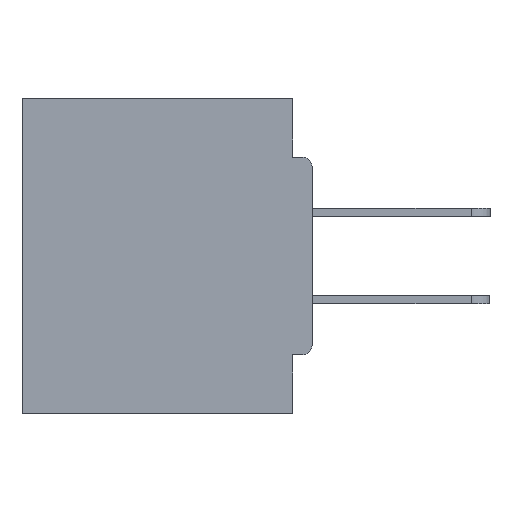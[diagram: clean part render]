
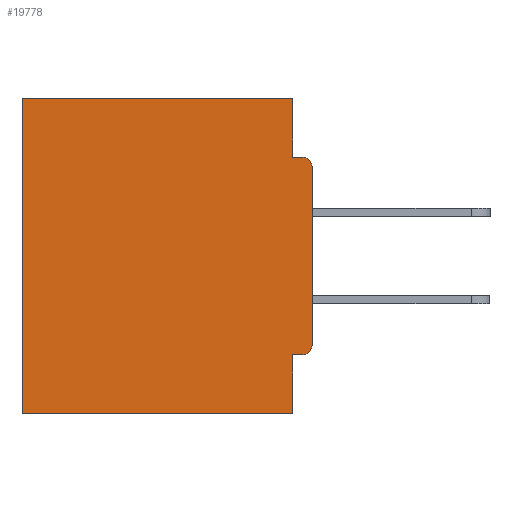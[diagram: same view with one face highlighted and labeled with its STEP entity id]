
A CAD part, left-side view. The second image highlights one B-rep face of the part: STEP entity #19778.
In plain terms, the highlighted planar face has unit normal (-1, 0, 0).
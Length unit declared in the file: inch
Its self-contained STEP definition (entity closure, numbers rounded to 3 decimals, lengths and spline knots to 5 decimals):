
#52 = LINE ( 'NONE', #5103, #30565 ) ;
#110 = EDGE_CURVE ( 'NONE', #2763, #30333, #991, .T. ) ;
#236 = EDGE_CURVE ( 'NONE', #30064, #30333, #21921, .T. ) ;
#239 = CARTESIAN_POINT ( 'NONE',  ( 0.298, 0.031, -0.4065 ) ) ;
#461 = EDGE_CURVE ( 'NONE', #30064, #28214, #4763, .T. ) ;
#503 = EDGE_CURVE ( 'NONE', #6266, #9355, #10645, .T. ) ;
#611 = LINE ( 'NONE', #18270, #21167 ) ;
#871 = VERTEX_POINT ( 'NONE', #1543 ) ;
#991 = LINE ( 'NONE', #17723, #23592 ) ;
#1236 = DIRECTION ( 'NONE',  ( 0., 1., 0. ) ) ;
#1543 = CARTESIAN_POINT ( 'NONE',  ( 0.298, 0.015, -0.4065 ) ) ;
#1750 = EDGE_CURVE ( 'NONE', #871, #28214, #18078, .T. ) ;
#2763 = VERTEX_POINT ( 'NONE', #12358 ) ;
#3708 = VECTOR ( 'NONE', #1236, 39.37008 ) ;
#4763 = LINE ( 'NONE', #26697, #25220 ) ;
#4918 = DIRECTION ( 'NONE',  ( 0., 0., -1. ) ) ;
#4969 = DIRECTION ( 'NONE',  ( 0., 0., -1. ) ) ;
#5103 = CARTESIAN_POINT ( 'NONE',  ( 0.298, 0.031, -0.5 ) ) ;
#5154 = CARTESIAN_POINT ( 'NONE',  ( 0.298, 0., 0. ) ) ;
#6043 = CARTESIAN_POINT ( 'NONE',  ( 0.298, 0.46, -0.5 ) ) ;
#6116 = CARTESIAN_POINT ( 'NONE',  ( 0.298, 0., -0.5 ) ) ;
#6266 = VERTEX_POINT ( 'NONE', #17937 ) ;
#6449 = DIRECTION ( 'NONE',  ( 0., 0., -1. ) ) ;
#6748 = CARTESIAN_POINT ( 'NONE',  ( 0.298, 0.031, 0. ) ) ;
#6964 = CARTESIAN_POINT ( 'NONE',  ( 0.298, 0., -0.3915 ) ) ;
#6973 = VERTEX_POINT ( 'NONE', #6748 ) ;
#7363 = DIRECTION ( 'NONE',  ( 1., 0., 0. ) ) ;
#7471 = VECTOR ( 'NONE', #8891, 39.37008 ) ;
#8049 = EDGE_CURVE ( 'NONE', #6973, #26685, #12979, .T. ) ;
#8201 = ORIENTED_EDGE ( 'NONE', *, *, #1750, .T. ) ;
#8509 = EDGE_CURVE ( 'NONE', #8641, #6266, #611, .T. ) ;
#8641 = VERTEX_POINT ( 'NONE', #239 ) ;
#8750 = CARTESIAN_POINT ( 'NONE',  ( 0.298, 0.015, -0.0935 ) ) ;
#8891 = DIRECTION ( 'NONE',  ( 0., 0., -1. ) ) ;
#9355 = VERTEX_POINT ( 'NONE', #6043 ) ;
#9529 = AXIS2_PLACEMENT_3D ( 'NONE', #25472, #17205, #6449 ) ;
#10126 = AXIS2_PLACEMENT_3D ( 'NONE', #23306, #29038, #4969 ) ;
#10645 = LINE ( 'NONE', #6116, #33657 ) ;
#10673 = ORIENTED_EDGE ( 'NONE', *, *, #8049, .T. ) ;
#11330 = EDGE_LOOP ( 'NONE', ( #15408, #22704, #28040, #10673, #15065, #23134, #27428, #23853, #8201, #15347 ) ) ;
#11940 = EDGE_CURVE ( 'NONE', #26685, #9355, #21716, .T. ) ;
#12358 = CARTESIAN_POINT ( 'NONE',  ( 0.298, 0.031, -0.0935 ) ) ;
#12979 = LINE ( 'NONE', #20561, #32224 ) ;
#14914 = DIRECTION ( 'NONE',  ( 0., -1., 0. ) ) ;
#15065 = ORIENTED_EDGE ( 'NONE', *, *, #11940, .T. ) ;
#15347 = ORIENTED_EDGE ( 'NONE', *, *, #461, .F. ) ;
#15408 = ORIENTED_EDGE ( 'NONE', *, *, #236, .T. ) ;
#17205 = DIRECTION ( 'NONE',  ( -1., 0., 0. ) ) ;
#17723 = CARTESIAN_POINT ( 'NONE',  ( 0.298, 0., -0.0935 ) ) ;
#17937 = CARTESIAN_POINT ( 'NONE',  ( 0.298, 0.031, -0.5 ) ) ;
#18078 = CIRCLE ( 'NONE', #9529, 0.015 ) ;
#18270 = CARTESIAN_POINT ( 'NONE',  ( 0.298, 0.031, -0.5 ) ) ;
#18738 = CARTESIAN_POINT ( 'NONE',  ( 0.298, 0., -0.1085 ) ) ;
#18984 = FACE_OUTER_BOUND ( 'NONE', #11330, .T. ) ;
#19778 = ADVANCED_FACE ( 'NONE', ( #18984 ), #28985, .F. ) ;
#20220 = DIRECTION ( 'NONE',  ( 0., 1., 0. ) ) ;
#20561 = CARTESIAN_POINT ( 'NONE',  ( 0.298, 0., 0. ) ) ;
#21167 = VECTOR ( 'NONE', #28780, 39.37008 ) ;
#21539 = EDGE_CURVE ( 'NONE', #871, #8641, #34262, .T. ) ;
#21716 = LINE ( 'NONE', #33226, #7471 ) ;
#21921 = CIRCLE ( 'NONE', #10126, 0.015 ) ;
#22704 = ORIENTED_EDGE ( 'NONE', *, *, #110, .F. ) ;
#23134 = ORIENTED_EDGE ( 'NONE', *, *, #503, .F. ) ;
#23306 = CARTESIAN_POINT ( 'NONE',  ( 0.298, 0.015, -0.1085 ) ) ;
#23592 = VECTOR ( 'NONE', #14914, 39.37008 ) ;
#23779 = DIRECTION ( 'NONE',  ( 0., 0., -1. ) ) ;
#23853 = ORIENTED_EDGE ( 'NONE', *, *, #21539, .F. ) ;
#24771 = DIRECTION ( 'NONE',  ( 0., 1., 0. ) ) ;
#25220 = VECTOR ( 'NONE', #26801, 39.37008 ) ;
#25472 = CARTESIAN_POINT ( 'NONE',  ( 0.298, 0.015, -0.3915 ) ) ;
#25924 = AXIS2_PLACEMENT_3D ( 'NONE', #5154, #7363, #4918 ) ;
#26387 = EDGE_CURVE ( 'NONE', #6973, #2763, #52, .T. ) ;
#26685 = VERTEX_POINT ( 'NONE', #33255 ) ;
#26697 = CARTESIAN_POINT ( 'NONE',  ( 0.298, 0., 0. ) ) ;
#26801 = DIRECTION ( 'NONE',  ( 0., 0., -1. ) ) ;
#27428 = ORIENTED_EDGE ( 'NONE', *, *, #8509, .F. ) ;
#28040 = ORIENTED_EDGE ( 'NONE', *, *, #26387, .F. ) ;
#28214 = VERTEX_POINT ( 'NONE', #6964 ) ;
#28780 = DIRECTION ( 'NONE',  ( 0., 0., -1. ) ) ;
#28985 = PLANE ( 'NONE',  #25924 ) ;
#29038 = DIRECTION ( 'NONE',  ( -1., 0., 0. ) ) ;
#30064 = VERTEX_POINT ( 'NONE', #18738 ) ;
#30333 = VERTEX_POINT ( 'NONE', #8750 ) ;
#30565 = VECTOR ( 'NONE', #23779, 39.37008 ) ;
#32224 = VECTOR ( 'NONE', #20220, 39.37008 ) ;
#32822 = CARTESIAN_POINT ( 'NONE',  ( 0.298, 0., -0.4065 ) ) ;
#33226 = CARTESIAN_POINT ( 'NONE',  ( 0.298, 0.46, 0. ) ) ;
#33255 = CARTESIAN_POINT ( 'NONE',  ( 0.298, 0.46, 0. ) ) ;
#33657 = VECTOR ( 'NONE', #24771, 39.37008 ) ;
#34262 = LINE ( 'NONE', #32822, #3708 ) ;
